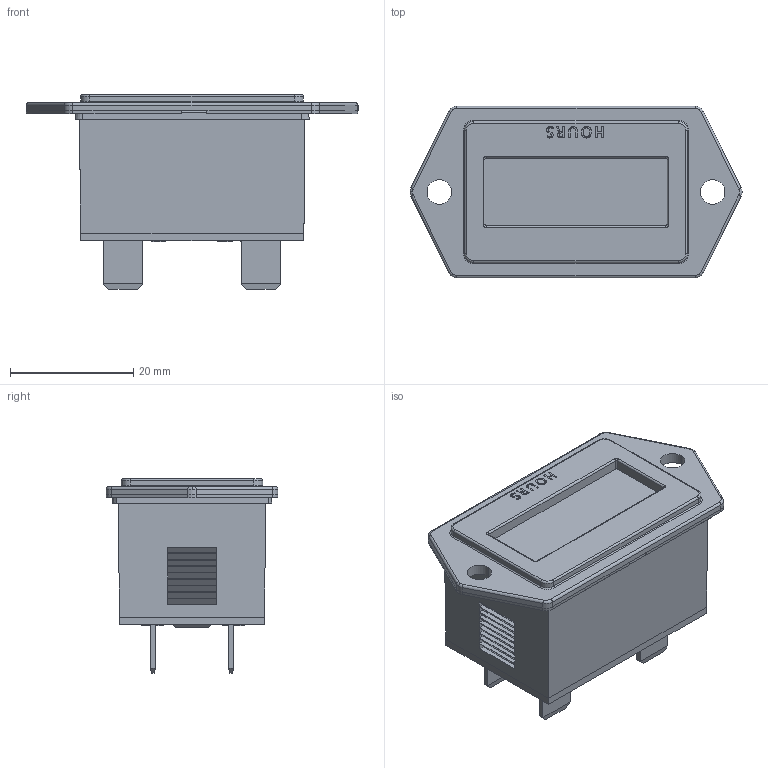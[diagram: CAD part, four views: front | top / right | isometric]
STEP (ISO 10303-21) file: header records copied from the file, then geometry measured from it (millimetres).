
FILE_DESCRIPTION (( 'STEP AP203' ), '1' );
FILE_NAME ('3400-0010.step', '2021-09-29T10:25:51', ( '' ), ( '' ), 'SwSTEP 2.0', 'SolidWorks 2021', '' );
FILE_SCHEMA (( 'CONFIG_CONTROL_DESIGN' ));
Length unit declared in the file: millimetre
Products named in the file (1): 3400-0010
Bounding box: 53.98 x 27.9 x 31.68 mm (x, y, z)
Volume: 19804.8 mm3; surface area: 9275.9 mm2
Topology: 2 solids, 2 shells, 618 faces, 1765 edges, 1174 vertices
Faces by surface type: plane 374, cylinder 103, bspline 95, cone 27, torus 19
Entity records: 25426 total; most frequent: CARTESIAN_POINT 9631, ORIENTED_EDGE 3522, DIRECTION 2817, EDGE_CURVE 1761, VECTOR 1245, LINE 1245, VERTEX_POINT 1174, AXIS2_PLACEMENT_3D 786
